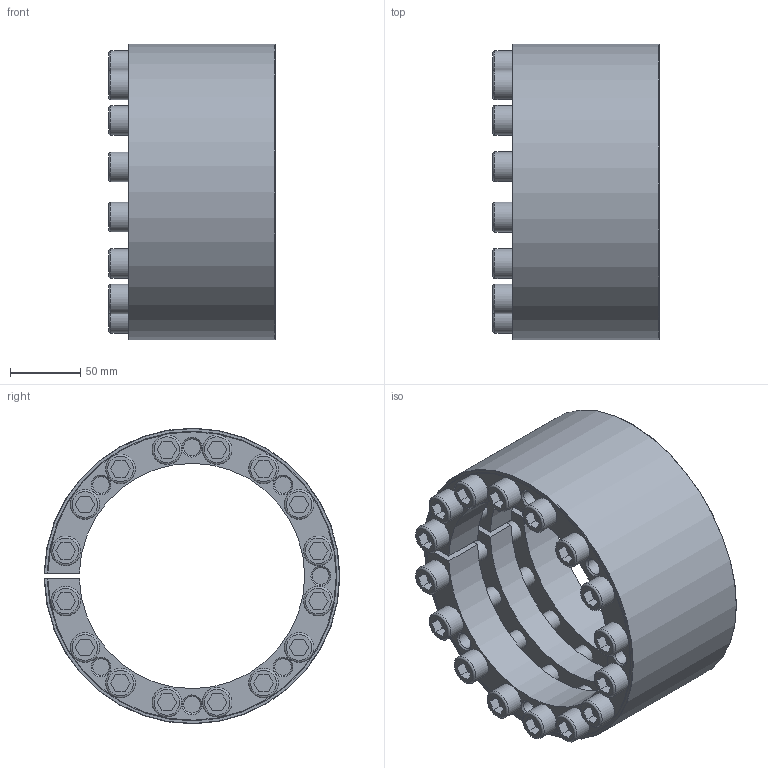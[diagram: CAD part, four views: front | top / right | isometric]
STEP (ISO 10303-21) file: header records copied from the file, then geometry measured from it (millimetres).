
FILE_DESCRIPTION(/* description */ ('STEP AP214'),/* implementation_level */ '2;1');
FILE_NAME(/* name */ 'KLEE160',/* time_stamp */ '2024-05-23T14:13:35+02:00',/* author */ ('License CC BY-ND 4.0'),/* organization */ ('CADENAS'),/* preprocessor_version */ 'ST-DEVELOPER v19.3',/* originating_system */ 'PARTsolutions',/* authorisation */ ' ');
FILE_SCHEMA (('AUTOMOTIVE_DESIGN {1 0 10303 214 3 1 1}'));
Length unit declared in the file: millimetre
Products named in the file (6): KLEE160; KLEE160_threaded_KLEE; KLEE160_outer; KLEE160_threaded_KLEE2; KLEE160_nothread; 215_KLEE
Assembly tree (20 placements, depth 2):
  KLEE160
    KLEE160_threaded_KLEE
    KLEE160_outer
    KLEE160_threaded_KLEE2
    KLEE160_nothread
    215_KLEE  x16
Bounding box: 118 x 209.98 x 209.99 mm (x, y, z)
Volume: 1324285.1 mm3; surface area: 409849.8 mm2
Topology: 19 solids, 19 shells, 397 faces, 871 edges, 545 vertices
Faces by surface type: plane 174, cylinder 91, cone 82, torus 50
Full cylindrical faces by diameter (mm): 11.835 x39, 14 x16, 14.7 x16, 21 x16
Entity records: 4147 total; most frequent: DIRECTION 734, CARTESIAN_POINT 650, ORIENTED_EDGE 474, EDGE_LOOP 362, FACE_BOUND 362, AXIS2_PLACEMENT_3D 346, EDGE_CURVE 237, VERTEX_POINT 213
